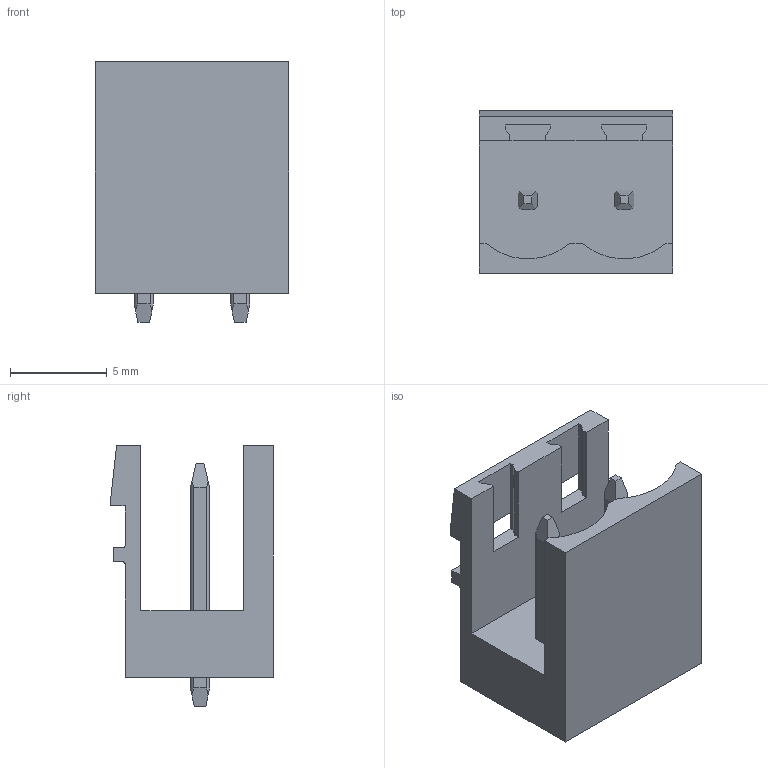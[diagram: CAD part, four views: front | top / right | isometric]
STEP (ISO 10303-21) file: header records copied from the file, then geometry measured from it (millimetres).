
FILE_DESCRIPTION(('CATIA V5 STEP Exchange','CAx-IF Rec.Pracs.--- Model Styling and Organization---1.2---2011-12-15'),'2;1');
FILE_NAME ('D1456357_0_1796480000_1796480000.stp','2018-11-20T03:55:07+00:00',('none'),('Weidmueller'),'CATIA Version 5-6 Release 2014','CATIA V5 STEP AP214','none');
FILE_SCHEMA(('AUTOMOTIVE_DESIGN { 1 0 10303 214 1 1 1 1 }'));
Length unit declared in the file: millimetre
Products named in the file (1): 1796480000
Bounding box: 10 x 8.43 x 13.5 mm (x, y, z)
Volume: 451.8 mm3; surface area: 812.8 mm2
Topology: 3 solids, 3 shells, 91 faces, 266 edges, 177 vertices
Faces by surface type: plane 71, cylinder 20
Entity records: 2896 total; most frequent: CARTESIAN_POINT 624, ORIENTED_EDGE 532, DIRECTION 354, EDGE_CURVE 266, VECTOR 194, LINE 194, VERTEX_POINT 177, EDGE_LOOP 95
